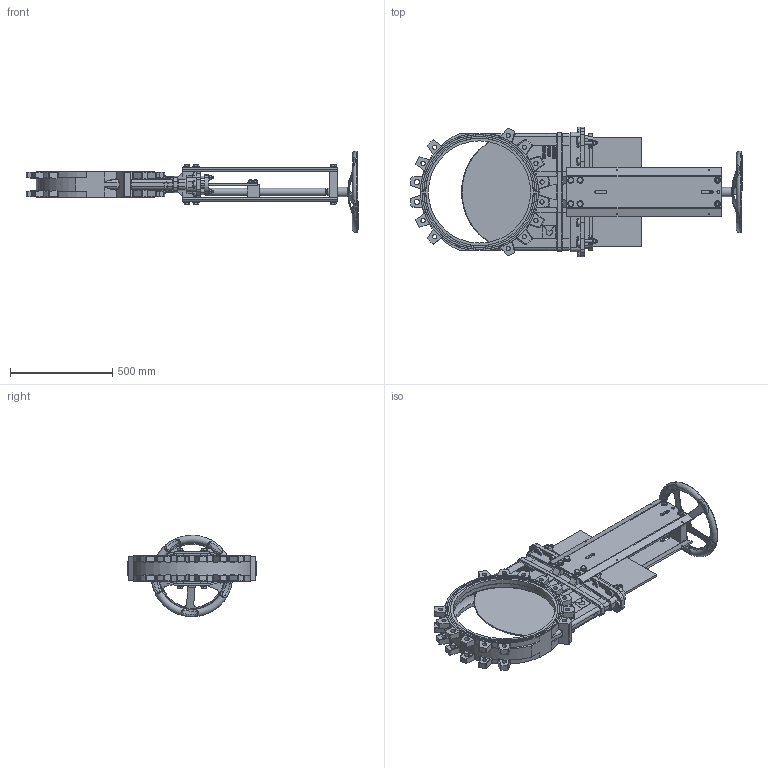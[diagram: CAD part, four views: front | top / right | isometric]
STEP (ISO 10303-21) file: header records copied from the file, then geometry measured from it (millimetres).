
FILE_DESCRIPTION(/* description */ (''),/* implementation_level */ '2;1');
FILE_NAME(/* name */ 'WGM16N-DN500_125277.step',/* time_stamp */ '2025-06-30T10:49:32+02:00',/* author */ (''),/* organization */ (''),/* preprocessor_version */ 'ST-DEVELOPER v20.1',/* originating_system */ 'Autodesk Translation Framework v14.10.0.0',/* authorisation */ '');
FILE_SCHEMA (('AUTOMOTIVE_DESIGN { 1 0 10303 214 3 1 1 }'));
Products named in the file (22): WGM16N-DN500_125277; WGS-BO-GG-SOF-500-K; WGS-BR-CS-F-500; WGS-GL-GG-500; WGS-KN-xxx-500; DIN 125 - A 17; DIN 933 - M16  x 30; DIN 931-1 - M16 X 160; DIN 934 - M16 X 2; DIN 835 - M12 x 65 - 1,75; DIN 125 - A 13; DIN 934 - M12 X 1,75; WGS-PL-MW-CS-500-Orbinox; WGS-ST-MW-500; WGS-WA-R-162x116x110; WGS-WA-B-500x250x020; WGS-MW-400; WGS-SN-BL-400-500; WGS-SN-TB-TR36-6; local.DIN.162.250.8; local.DIN.126.15.8; DIN 912 - M10 x 1,5 x 80 x 32
Assembly tree (72 placements, depth 2):
  WGM16N-DN500_125277
    WGS-BO-GG-SOF-500-K
    WGS-BR-CS-F-500  x2
    WGS-GL-GG-500
    WGS-KN-xxx-500
    DIN 125 - A 17  x12
    DIN 933 - M16  x 30  x8
    DIN 931-1 - M16 X 160  x2
    DIN 934 - M16 X 2  x2
    DIN 835 - M12 x 65 - 1,75  x8
    DIN 125 - A 13  x8
    DIN 934 - M12 X 1,75  x8
    WGS-PL-MW-CS-500-Orbinox
    WGS-ST-MW-500
    WGS-WA-R-162x116x110
    local.DIN.162.250.8  x4
    local.DIN.126.15.8  x4
    WGS-WA-B-500x250x020
    WGS-MW-400
    WGS-SN-BL-400-500
    WGS-SN-TB-TR36-6
    DIN 912 - M10 x 1,5 x 80 x 32  x4
Bounding box: 1624.4 x 635 x 398.51 mm (x, y, z)
Volume: 28068344.8 mm3; surface area: 4038140.7 mm2
Topology: 72 solids, 72 shells, 3026 faces, 7564 edges, 4809 vertices
Faces by surface type: plane 1462, cylinder 755, bspline 423, cone 246, torus 112, sphere 28
Full cylindrical faces by diameter (mm): 4.917 x1, 6.647 x8, 8.376 x1, 9.376 x8, 10 x4, 10.106 x12, 11.6 x2, 11.9 x4, 12 x8, 12.5 x6, 13 x12, 13.835 x10, 14 x2, 14.917 x8, 16 x14, 16.2 x2, 16.25 x2, 16.5 x12, 17 x12, 18 x4, 20.752 x24, 22 x8, 22.5 x2, 24 x13, 24.8 x1, 25 x1, 26 x6, 28 x1, 30 x13, 35 x3
Entity records: 90101 total; most frequent: CARTESIAN_POINT 29855, ORIENTED_EDGE 12856, DIRECTION 11476, EDGE_CURVE 6428, VERTEX_POINT 4131, AXIS2_PLACEMENT_3D 3911, LINE 3654, VECTOR 3654
